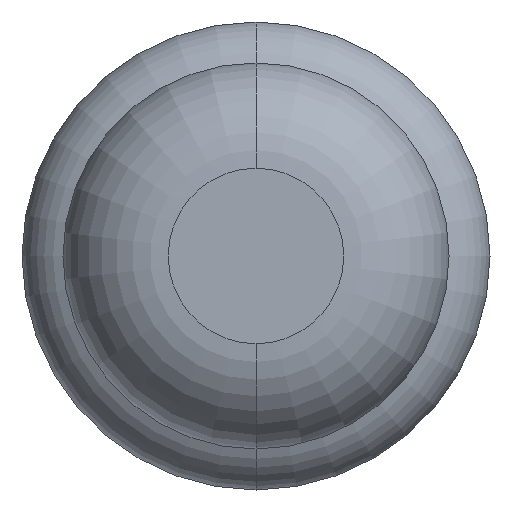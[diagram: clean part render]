
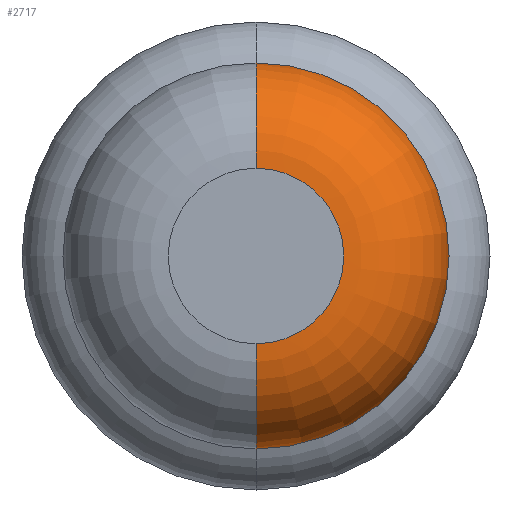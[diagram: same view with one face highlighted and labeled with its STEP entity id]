
A CAD part, front view. The second image highlights one B-rep face of the part: STEP entity #2717.
In plain terms, the highlighted toroidal (fillet/blend) face has major radius 0.375 mm and minor radius 0.45 mm.
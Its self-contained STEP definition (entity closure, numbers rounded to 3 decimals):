
#10 = CARTESIAN_POINT ( 'NONE',  ( 0., -25.55, -0.825 ) ) ;
#67 = DIRECTION ( 'NONE',  ( 0., 1., 0. ) ) ;
#152 = ORIENTED_EDGE ( 'NONE', *, *, #823, .F. ) ;
#251 = CARTESIAN_POINT ( 'NONE',  ( 0., -25.55, 0.375 ) ) ;
#424 = ORIENTED_EDGE ( 'NONE', *, *, #2026, .T. ) ;
#442 = VERTEX_POINT ( 'NONE', #10 ) ;
#543 = DIRECTION ( 'NONE',  ( 0., 0., 1. ) ) ;
#549 = CARTESIAN_POINT ( 'NONE',  ( 0., -26., 0. ) ) ;
#605 = VERTEX_POINT ( 'NONE', #2563 ) ;
#632 = EDGE_LOOP ( 'NONE', ( #424, #1418, #3736, #152 ) ) ;
#823 = EDGE_CURVE ( 'NONE', #1366, #605, #1976, .T. ) ;
#871 = CARTESIAN_POINT ( 'NONE',  ( 0., -26., -0.375 ) ) ;
#974 = CIRCLE ( 'NONE', #2165, 0.45 ) ;
#1297 = FACE_OUTER_BOUND ( 'NONE', #632, .T. ) ;
#1331 = AXIS2_PLACEMENT_3D ( 'NONE', #549, #3334, #1539 ) ;
#1366 = VERTEX_POINT ( 'NONE', #2172 ) ;
#1381 = DIRECTION ( 'NONE',  ( 0., 0., -1. ) ) ;
#1418 = ORIENTED_EDGE ( 'NONE', *, *, #2867, .T. ) ;
#1539 = DIRECTION ( 'NONE',  ( 0., 0., 1. ) ) ;
#1563 = TOROIDAL_SURFACE ( 'NONE', #2544, 0.375, 0.45 ) ;
#1831 = CARTESIAN_POINT ( 'NONE',  ( 0., -25.55, 0. ) ) ;
#1976 = CIRCLE ( 'NONE', #3028, 0.45 ) ;
#2009 = DIRECTION ( 'NONE',  ( -1., 0., 0. ) ) ;
#2026 = EDGE_CURVE ( 'Defeature ausgef�hrt1_8+Defeature ausgef�hrt1_7+Defeature ausgef�hrt1_7+Defeature ausgef�hrt1_7', #1366, #3620, #2142, .T. ) ;
#2142 = CIRCLE ( 'NONE', #1331, 0.375 ) ;
#2165 = AXIS2_PLACEMENT_3D ( 'NONE', #2815, #3144, #1381 ) ;
#2172 = CARTESIAN_POINT ( 'NONE',  ( 0., -26., 0.375 ) ) ;
#2275 = DIRECTION ( 'NONE',  ( 0., 1., 0. ) ) ;
#2359 = DIRECTION ( 'NONE',  ( 0., 0., 1. ) ) ;
#2513 = DIRECTION ( 'NONE',  ( 0., 0., 1. ) ) ;
#2544 = AXIS2_PLACEMENT_3D ( 'NONE', #4402, #2275, #543 ) ;
#2563 = CARTESIAN_POINT ( 'NONE',  ( 0., -25.55, 0.825 ) ) ;
#2717 = ADVANCED_FACE ( 'Defeature ausgef�hrt1_8', ( #1297 ), #1563, .T. ) ;
#2815 = CARTESIAN_POINT ( 'NONE',  ( 0., -25.55, -0.375 ) ) ;
#2867 = EDGE_CURVE ( 'NONE', #3620, #442, #974, .T. ) ;
#3012 = EDGE_CURVE ( 'Defeature ausgef�hrt1_9+Defeature ausgef�hrt1_8+Defeature ausgef�hrt1_8+Defeature ausgef�hrt1_8', #605, #442, #3213, .T. ) ;
#3028 = AXIS2_PLACEMENT_3D ( 'NONE', #251, #2009, #2359 ) ;
#3144 = DIRECTION ( 'NONE',  ( 1., 0., 0. ) ) ;
#3213 = CIRCLE ( 'NONE', #3695, 0.825 ) ;
#3334 = DIRECTION ( 'NONE',  ( 0., 1., 0. ) ) ;
#3620 = VERTEX_POINT ( 'NONE', #871 ) ;
#3695 = AXIS2_PLACEMENT_3D ( 'NONE', #1831, #67, #2513 ) ;
#3736 = ORIENTED_EDGE ( 'NONE', *, *, #3012, .F. ) ;
#4402 = CARTESIAN_POINT ( 'NONE',  ( 0., -25.55, 0. ) ) ;
